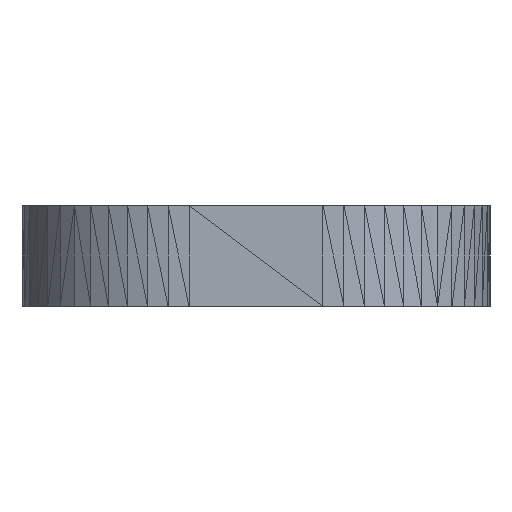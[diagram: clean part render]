
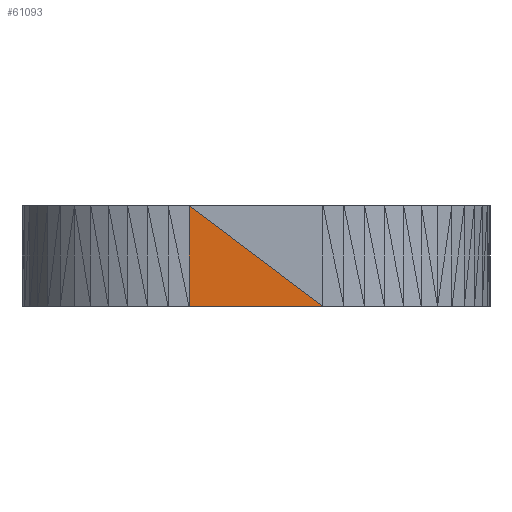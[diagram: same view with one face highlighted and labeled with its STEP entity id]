
A CAD part, left-side view. The second image highlights one B-rep face of the part: STEP entity #61093.
In plain terms, the highlighted planar face has unit normal (-1, 0, 0).
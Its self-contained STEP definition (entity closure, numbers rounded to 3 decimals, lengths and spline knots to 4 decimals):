
#60898 = VERTEX_POINT('',#60899);
#60899 = CARTESIAN_POINT('',(-29.75,1.,1.5));
#60934 = PLANE('',#60935);
#60935 = AXIS2_PLACEMENT_3D('',#60936,#60937,#60938);
#60936 = CARTESIAN_POINT('',(-29.75,-0.25,1.));
#60937 = DIRECTION('',(-1.,-0.,-0.));
#60938 = DIRECTION('',(0.,0.,-1.));
#60950 = VERTEX_POINT('',#60951);
#60951 = CARTESIAN_POINT('',(-29.75,1.,0.));
#60972 = PLANE('',#60973);
#60973 = AXIS2_PLACEMENT_3D('',#60974,#60975,#60976);
#60974 = CARTESIAN_POINT('',(-29.7446,1.0864,
    0.8204));
#60975 = DIRECTION('',(-0.998,0.063,
    0.));
#60976 = DIRECTION('',(-0.063,-0.998,0.));
#61042 = EDGE_CURVE('',#60898,#60950,#61043,.T.);
#61043 = SURFACE_CURVE('',#61044,(#61048,#61055),.PCURVE_S1.);
#61044 = LINE('',#61045,#61046);
#61045 = CARTESIAN_POINT('',(-29.75,1.,1.5));
#61046 = VECTOR('',#61047,1.);
#61047 = DIRECTION('',(0.,0.,-1.));
#61048 = PCURVE('',#60972,#61049);
#61049 = DEFINITIONAL_REPRESENTATION('',(#61050),#61054);
#61050 = LINE('',#61051,#61052);
#61051 = CARTESIAN_POINT('',(0.087,0.68));
#61052 = VECTOR('',#61053,1.);
#61053 = DIRECTION('',(0.,-1.));
#61054 = ( GEOMETRIC_REPRESENTATION_CONTEXT(2) 
PARAMETRIC_REPRESENTATION_CONTEXT() REPRESENTATION_CONTEXT('2D SPACE',''
  ) );
#61055 = PCURVE('',#61056,#61061);
#61056 = PLANE('',#61057);
#61057 = AXIS2_PLACEMENT_3D('',#61058,#61059,#61060);
#61058 = CARTESIAN_POINT('',(-29.75,0.25,0.5));
#61059 = DIRECTION('',(-1.,-0.,-0.));
#61060 = DIRECTION('',(0.,0.,-1.));
#61061 = DEFINITIONAL_REPRESENTATION('',(#61062),#61066);
#61062 = LINE('',#61063,#61064);
#61063 = CARTESIAN_POINT('',(-1.,-0.75));
#61064 = VECTOR('',#61065,1.);
#61065 = DIRECTION('',(1.,0.));
#61066 = ( GEOMETRIC_REPRESENTATION_CONTEXT(2) 
PARAMETRIC_REPRESENTATION_CONTEXT() REPRESENTATION_CONTEXT('2D SPACE',''
  ) );
#61093 = ADVANCED_FACE('',(#61094),#61056,.T.);
#61094 = FACE_BOUND('',#61095,.T.);
#61095 = EDGE_LOOP('',(#61096,#61119,#61120));
#61096 = ORIENTED_EDGE('',*,*,#61097,.T.);
#61097 = EDGE_CURVE('',#61098,#60898,#61100,.T.);
#61098 = VERTEX_POINT('',#61099);
#61099 = CARTESIAN_POINT('',(-29.75,-1.,0.));
#61100 = SURFACE_CURVE('',#61101,(#61105,#61112),.PCURVE_S1.);
#61101 = LINE('',#61102,#61103);
#61102 = CARTESIAN_POINT('',(-29.75,-1.,0.));
#61103 = VECTOR('',#61104,1.);
#61104 = DIRECTION('',(0.,0.8,0.6));
#61105 = PCURVE('',#61056,#61106);
#61106 = DEFINITIONAL_REPRESENTATION('',(#61107),#61111);
#61107 = LINE('',#61108,#61109);
#61108 = CARTESIAN_POINT('',(0.5,1.25));
#61109 = VECTOR('',#61110,1.);
#61110 = DIRECTION('',(-0.6,-0.8));
#61111 = ( GEOMETRIC_REPRESENTATION_CONTEXT(2) 
PARAMETRIC_REPRESENTATION_CONTEXT() REPRESENTATION_CONTEXT('2D SPACE',''
  ) );
#61112 = PCURVE('',#60934,#61113);
#61113 = DEFINITIONAL_REPRESENTATION('',(#61114),#61118);
#61114 = LINE('',#61115,#61116);
#61115 = CARTESIAN_POINT('',(1.,0.75));
#61116 = VECTOR('',#61117,1.);
#61117 = DIRECTION('',(-0.6,-0.8));
#61118 = ( GEOMETRIC_REPRESENTATION_CONTEXT(2) 
PARAMETRIC_REPRESENTATION_CONTEXT() REPRESENTATION_CONTEXT('2D SPACE',''
  ) );
#61119 = ORIENTED_EDGE('',*,*,#61042,.T.);
#61120 = ORIENTED_EDGE('',*,*,#61121,.T.);
#61121 = EDGE_CURVE('',#60950,#61098,#61122,.T.);
#61122 = SURFACE_CURVE('',#61123,(#61127,#61134),.PCURVE_S1.);
#61123 = LINE('',#61124,#61125);
#61124 = CARTESIAN_POINT('',(-29.75,1.,0.));
#61125 = VECTOR('',#61126,1.);
#61126 = DIRECTION('',(0.,-1.,0.));
#61127 = PCURVE('',#61056,#61128);
#61128 = DEFINITIONAL_REPRESENTATION('',(#61129),#61133);
#61129 = LINE('',#61130,#61131);
#61130 = CARTESIAN_POINT('',(0.5,-0.75));
#61131 = VECTOR('',#61132,1.);
#61132 = DIRECTION('',(0.,1.));
#61133 = ( GEOMETRIC_REPRESENTATION_CONTEXT(2) 
PARAMETRIC_REPRESENTATION_CONTEXT() REPRESENTATION_CONTEXT('2D SPACE',''
  ) );
#61134 = PCURVE('',#61135,#61140);
#61135 = PLANE('',#61136);
#61136 = AXIS2_PLACEMENT_3D('',#61137,#61138,#61139);
#61137 = CARTESIAN_POINT('',(-29.1442,0.,0.));
#61138 = DIRECTION('',(-0.,-0.,-1.));
#61139 = DIRECTION('',(-1.,0.,0.));
#61140 = DEFINITIONAL_REPRESENTATION('',(#61141),#61145);
#61141 = LINE('',#61142,#61143);
#61142 = CARTESIAN_POINT('',(0.606,1.));
#61143 = VECTOR('',#61144,1.);
#61144 = DIRECTION('',(0.,-1.));
#61145 = ( GEOMETRIC_REPRESENTATION_CONTEXT(2) 
PARAMETRIC_REPRESENTATION_CONTEXT() REPRESENTATION_CONTEXT('2D SPACE',''
  ) );
